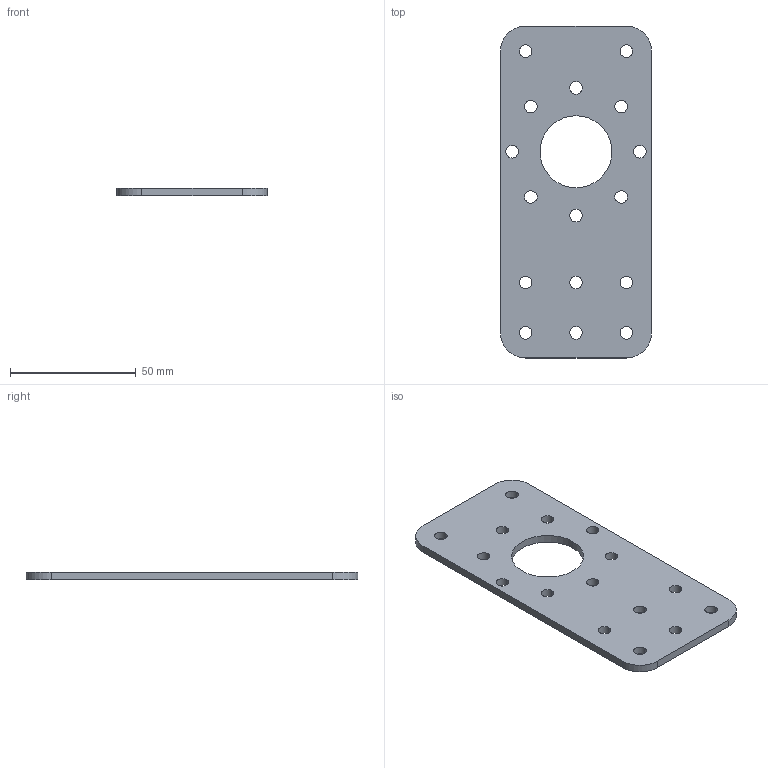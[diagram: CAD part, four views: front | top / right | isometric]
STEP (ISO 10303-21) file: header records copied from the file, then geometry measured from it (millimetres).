
FILE_DESCRIPTION (( 'STEP AP203' ), '1' );
FILE_NAME ('Versa Support Plate.STEP', '2024-03-24T16:46:15', ( '' ), ( '' ), 'SwSTEP 2.0', 'SolidWorks 2023', '' );
FILE_SCHEMA (( 'CONFIG_CONTROL_DESIGN' ));
Length unit declared in the file: millimetre
Products named in the file (1): Versa Support Plate
Bounding box: 60 x 132 x 3.17 mm (x, y, z)
Volume: 21836.3 mm3; surface area: 16003.1 mm2
Topology: 1 solids, 1 shells, 44 faces, 126 edges, 84 vertices
Faces by surface type: cylinder 38, plane 6
Entity records: 1631 total; most frequent: DIRECTION 292, CARTESIAN_POINT 255, ORIENTED_EDGE 252, EDGE_CURVE 126, AXIS2_PLACEMENT_3D 121, VERTEX_POINT 84, EDGE_LOOP 78, CIRCLE 76
